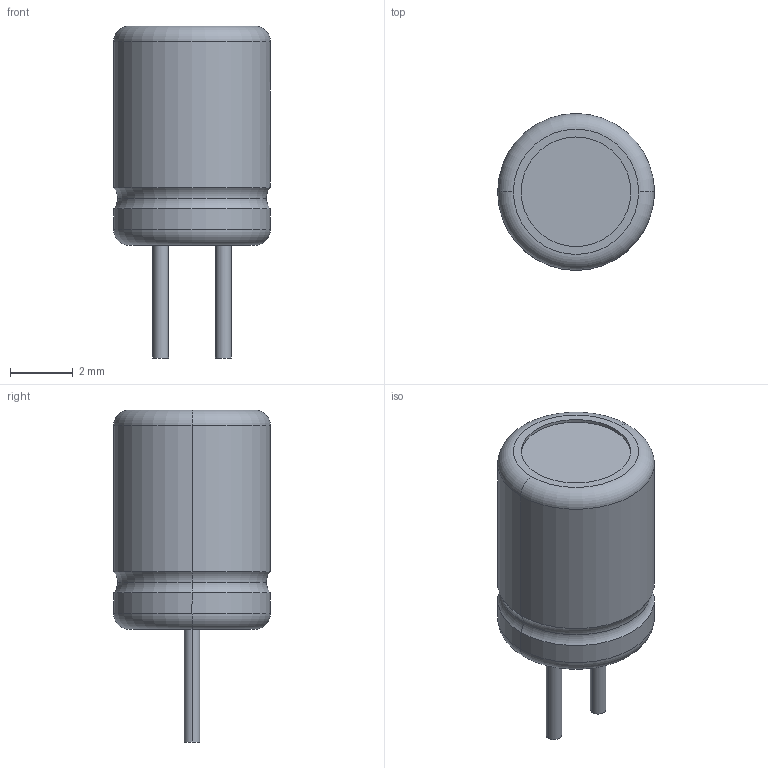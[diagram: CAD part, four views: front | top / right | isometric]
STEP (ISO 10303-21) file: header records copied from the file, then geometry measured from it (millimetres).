
FILE_DESCRIPTION((''),'2;1');
FILE_NAME('CAPPR200-500X700.stp','2009-06-24T15:07:56',(''),(''),'Mechanical Desktop 2006','Mechanical Desktop 2006',', , ');
FILE_SCHEMA(('AUTOMOTIVE_DESIGN { 1 2 10303 214 0 1 1 1 }'));
Length unit declared in the file: millimetre
Products named in the file (1): Product
Bounding box: 5 x 5 x 10.6 mm (x, y, z)
Volume: 135.4 mm3; surface area: 205.7 mm2
Topology: 7 solids, 7 shells, 64 faces, 134 edges, 86 vertices
Faces by surface type: cylinder 28, plane 28, torus 8
Entity records: 1789 total; most frequent: DIRECTION 342, CARTESIAN_POINT 285, ORIENTED_EDGE 268, AXIS2_PLACEMENT_3D 143, EDGE_CURVE 134, VERTEX_POINT 86, CIRCLE 78, EDGE_LOOP 66
